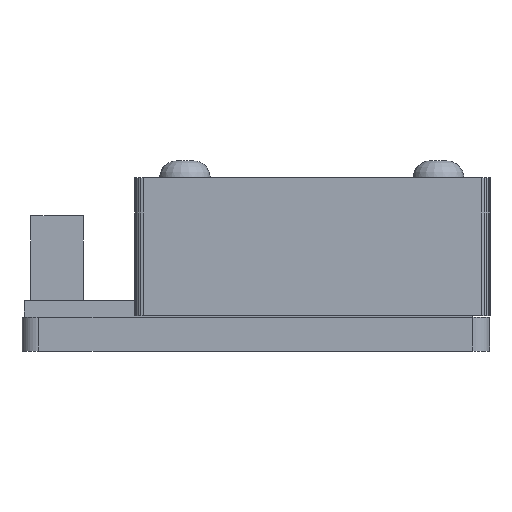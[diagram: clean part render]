
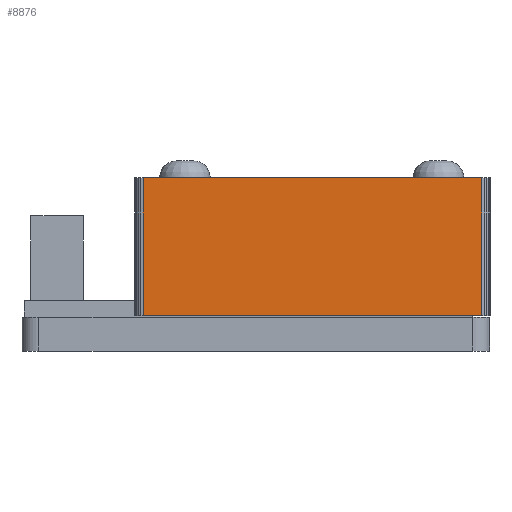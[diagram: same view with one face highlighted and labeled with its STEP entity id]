
A CAD part, front view. The second image highlights one B-rep face of the part: STEP entity #8876.
In plain terms, the highlighted planar face has unit normal (0, -1, 0).
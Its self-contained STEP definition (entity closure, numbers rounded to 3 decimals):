
#32 = PLANE('',#33);
#33 = AXIS2_PLACEMENT_3D('',#34,#35,#36);
#34 = CARTESIAN_POINT('',(30.39,38.85,0.2
    ));
#35 = DIRECTION('',(0.,0.,-1.));
#36 = DIRECTION('',(0.,-1.,0.));
#533 = VERTEX_POINT('',#534);
#534 = CARTESIAN_POINT('',(41.1,0.1,0.2));
#548 = PLANE('',#549);
#549 = AXIS2_PLACEMENT_3D('',#550,#551,#552);
#550 = CARTESIAN_POINT('',(41.255,0.124,8.35
    ));
#551 = DIRECTION('',(0.156,-0.988,0.)
  );
#552 = DIRECTION('',(-0.988,-0.156,0.));
#560 = EDGE_CURVE('',#561,#533,#563,.T.);
#561 = VERTEX_POINT('',#562);
#562 = CARTESIAN_POINT('',(1.1,0.1,0.2));
#563 = SURFACE_CURVE('',#564,(#568,#575),.PCURVE_S1.);
#564 = LINE('',#565,#566);
#565 = CARTESIAN_POINT('',(1.1,0.1,0.2));
#566 = VECTOR('',#567,1.);
#567 = DIRECTION('',(1.,0.,0.));
#568 = PCURVE('',#32,#569);
#569 = DEFINITIONAL_REPRESENTATION('',(#570),#574);
#570 = LINE('',#571,#572);
#571 = CARTESIAN_POINT('',(38.75,29.29));
#572 = VECTOR('',#573,1.);
#573 = DIRECTION('',(0.,-1.));
#574 = ( GEOMETRIC_REPRESENTATION_CONTEXT(2) 
PARAMETRIC_REPRESENTATION_CONTEXT() REPRESENTATION_CONTEXT('2D SPACE',''
  ) );
#575 = PCURVE('',#576,#581);
#576 = PLANE('',#577);
#577 = AXIS2_PLACEMENT_3D('',#578,#579,#580);
#578 = CARTESIAN_POINT('',(21.1,0.1,8.35));
#579 = DIRECTION('',(0.,-1.,0.));
#580 = DIRECTION('',(-1.,0.,0.));
#581 = DEFINITIONAL_REPRESENTATION('',(#582),#586);
#582 = LINE('',#583,#584);
#583 = CARTESIAN_POINT('',(20.,8.15));
#584 = VECTOR('',#585,1.);
#585 = DIRECTION('',(-1.,0.));
#586 = ( GEOMETRIC_REPRESENTATION_CONTEXT(2) 
PARAMETRIC_REPRESENTATION_CONTEXT() REPRESENTATION_CONTEXT('2D SPACE',''
  ) );
#604 = PLANE('',#605);
#605 = AXIS2_PLACEMENT_3D('',#606,#607,#608);
#606 = CARTESIAN_POINT('',(0.945,0.124,8.35)
  );
#607 = DIRECTION('',(-0.156,-0.988,0.
    ));
#608 = DIRECTION('',(-0.988,0.156,0.));
#848 = PLANE('',#849);
#849 = AXIS2_PLACEMENT_3D('',#850,#851,#852);
#850 = CARTESIAN_POINT('',(21.1,38.85,16.5));
#851 = DIRECTION('',(0.,0.,1.));
#852 = DIRECTION('',(0.,1.,0.));
#2102 = VERTEX_POINT('',#2103);
#2103 = CARTESIAN_POINT('',(1.1,0.1,16.5));
#2124 = EDGE_CURVE('',#2102,#2125,#2127,.T.);
#2125 = VERTEX_POINT('',#2126);
#2126 = CARTESIAN_POINT('',(41.1,0.1,16.5));
#2127 = SURFACE_CURVE('',#2128,(#2132,#2139),.PCURVE_S1.);
#2128 = LINE('',#2129,#2130);
#2129 = CARTESIAN_POINT('',(1.1,0.1,16.5));
#2130 = VECTOR('',#2131,1.);
#2131 = DIRECTION('',(1.,0.,0.));
#2132 = PCURVE('',#848,#2133);
#2133 = DEFINITIONAL_REPRESENTATION('',(#2134),#2138);
#2134 = LINE('',#2135,#2136);
#2135 = CARTESIAN_POINT('',(-38.75,20.));
#2136 = VECTOR('',#2137,1.);
#2137 = DIRECTION('',(0.,-1.));
#2138 = ( GEOMETRIC_REPRESENTATION_CONTEXT(2) 
PARAMETRIC_REPRESENTATION_CONTEXT() REPRESENTATION_CONTEXT('2D SPACE',''
  ) );
#2139 = PCURVE('',#576,#2140);
#2140 = DEFINITIONAL_REPRESENTATION('',(#2141),#2145);
#2141 = LINE('',#2142,#2143);
#2142 = CARTESIAN_POINT('',(20.,-8.15));
#2143 = VECTOR('',#2144,1.);
#2144 = DIRECTION('',(-1.,0.));
#2145 = ( GEOMETRIC_REPRESENTATION_CONTEXT(2) 
PARAMETRIC_REPRESENTATION_CONTEXT() REPRESENTATION_CONTEXT('2D SPACE',''
  ) );
#8343 = EDGE_CURVE('',#561,#2102,#8344,.T.);
#8344 = SURFACE_CURVE('',#8345,(#8349,#8356),.PCURVE_S1.);
#8345 = LINE('',#8346,#8347);
#8346 = CARTESIAN_POINT('',(1.1,0.1,0.2));
#8347 = VECTOR('',#8348,1.);
#8348 = DIRECTION('',(0.,0.,1.));
#8349 = PCURVE('',#604,#8350);
#8350 = DEFINITIONAL_REPRESENTATION('',(#8351),#8355);
#8351 = LINE('',#8352,#8353);
#8352 = CARTESIAN_POINT('',(-0.156,8.15));
#8353 = VECTOR('',#8354,1.);
#8354 = DIRECTION('',(0.,-1.));
#8355 = ( GEOMETRIC_REPRESENTATION_CONTEXT(2) 
PARAMETRIC_REPRESENTATION_CONTEXT() REPRESENTATION_CONTEXT('2D SPACE',''
  ) );
#8356 = PCURVE('',#576,#8357);
#8357 = DEFINITIONAL_REPRESENTATION('',(#8358),#8362);
#8358 = LINE('',#8359,#8360);
#8359 = CARTESIAN_POINT('',(20.,8.15));
#8360 = VECTOR('',#8361,1.);
#8361 = DIRECTION('',(0.,-1.));
#8362 = ( GEOMETRIC_REPRESENTATION_CONTEXT(2) 
PARAMETRIC_REPRESENTATION_CONTEXT() REPRESENTATION_CONTEXT('2D SPACE',''
  ) );
#8746 = EDGE_CURVE('',#2125,#533,#8747,.T.);
#8747 = SURFACE_CURVE('',#8748,(#8752,#8759),.PCURVE_S1.);
#8748 = LINE('',#8749,#8750);
#8749 = CARTESIAN_POINT('',(41.1,0.1,16.5));
#8750 = VECTOR('',#8751,1.);
#8751 = DIRECTION('',(0.,0.,-1.));
#8752 = PCURVE('',#548,#8753);
#8753 = DEFINITIONAL_REPRESENTATION('',(#8754),#8758);
#8754 = LINE('',#8755,#8756);
#8755 = CARTESIAN_POINT('',(0.156,-8.15));
#8756 = VECTOR('',#8757,1.);
#8757 = DIRECTION('',(0.,1.));
#8758 = ( GEOMETRIC_REPRESENTATION_CONTEXT(2) 
PARAMETRIC_REPRESENTATION_CONTEXT() REPRESENTATION_CONTEXT('2D SPACE',''
  ) );
#8759 = PCURVE('',#576,#8760);
#8760 = DEFINITIONAL_REPRESENTATION('',(#8761),#8765);
#8761 = LINE('',#8762,#8763);
#8762 = CARTESIAN_POINT('',(-20.,-8.15));
#8763 = VECTOR('',#8764,1.);
#8764 = DIRECTION('',(0.,1.));
#8765 = ( GEOMETRIC_REPRESENTATION_CONTEXT(2) 
PARAMETRIC_REPRESENTATION_CONTEXT() REPRESENTATION_CONTEXT('2D SPACE',''
  ) );
#8876 = ADVANCED_FACE('',(#8877),#576,.T.);
#8877 = FACE_BOUND('',#8878,.T.);
#8878 = EDGE_LOOP('',(#8879,#8880,#8881,#8882));
#8879 = ORIENTED_EDGE('',*,*,#8343,.F.);
#8880 = ORIENTED_EDGE('',*,*,#560,.T.);
#8881 = ORIENTED_EDGE('',*,*,#8746,.F.);
#8882 = ORIENTED_EDGE('',*,*,#2124,.F.);
